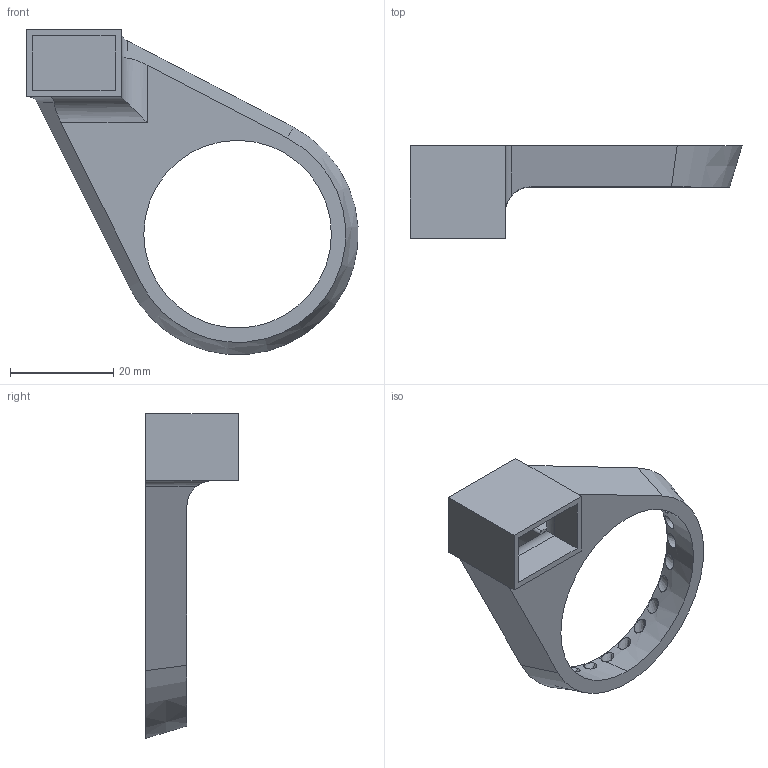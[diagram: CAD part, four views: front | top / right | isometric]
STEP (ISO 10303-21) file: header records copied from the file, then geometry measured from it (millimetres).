
FILE_DESCRIPTION (( 'STEP AP214' ), '1' );
FILE_NAME ('Ring2.STEP', '2020-01-21T21:34:30', ( '' ), ( '' ), 'SwSTEP 2.0', 'SolidWorks 2016', '' );
FILE_SCHEMA (( 'AUTOMOTIVE_DESIGN' ));
Length unit declared in the file: millimetre
Products named in the file (1): Ring2
Bounding box: 64.41 x 18 x 63 mm (x, y, z)
Volume: 5693.8 mm3; surface area: 10167.2 mm2
Topology: 1 solids, 2 shells, 156 faces, 538 edges, 358 vertices
Faces by surface type: cone 73, plane 65, cylinder 18
Entity records: 7553 total; most frequent: CARTESIAN_POINT 3216, ORIENTED_EDGE 1076, DIRECTION 723, EDGE_CURVE 538, VERTEX_POINT 358, AXIS2_PLACEMENT_3D 275, EDGE_LOOP 184, B_SPLINE_CURVE_WITH_KNOTS 183
